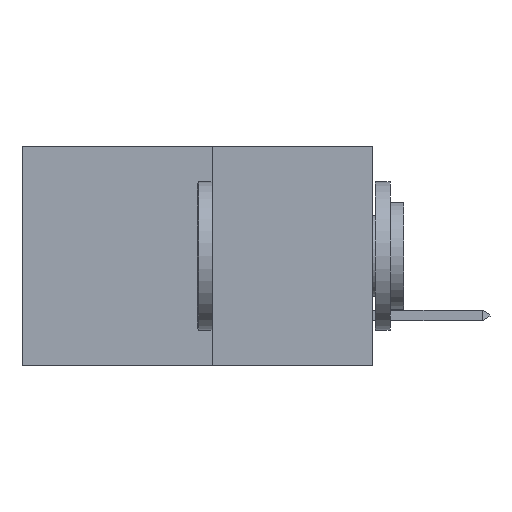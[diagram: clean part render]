
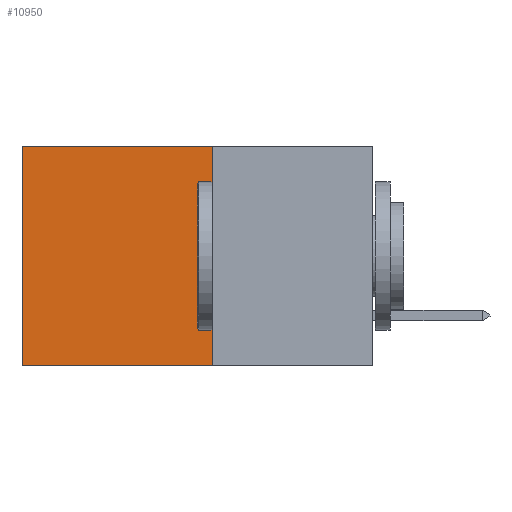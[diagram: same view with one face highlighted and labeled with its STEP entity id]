
A CAD part, left-side view. The second image highlights one B-rep face of the part: STEP entity #10950.
In plain terms, the highlighted planar face has unit normal (-1, 0, 0).
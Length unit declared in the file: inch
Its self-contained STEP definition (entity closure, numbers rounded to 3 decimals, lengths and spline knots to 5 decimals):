
#141 = CARTESIAN_POINT ( 'NONE',  ( 0.277, 0.59, 0. ) ) ;
#357 = VECTOR ( 'NONE', #7109, 39.37008 ) ;
#569 = DIRECTION ( 'NONE',  ( 0., 0., -1. ) ) ;
#605 = CARTESIAN_POINT ( 'NONE',  ( 0.277, 0.27, -0.37 ) ) ;
#1323 = EDGE_CURVE ( 'NONE', #2436, #7431, #2747, .T. ) ;
#2436 = VERTEX_POINT ( 'NONE', #141 ) ;
#2670 = ORIENTED_EDGE ( 'NONE', *, *, #1323, .T. ) ;
#2747 = LINE ( 'NONE', #10162, #357 ) ;
#3021 = DIRECTION ( 'NONE',  ( 1., 0., 0. ) ) ;
#3439 = LINE ( 'NONE', #10324, #11643 ) ;
#4898 = VECTOR ( 'NONE', #9296, 39.37008 ) ;
#5450 = VECTOR ( 'NONE', #569, 39.37008 ) ;
#5888 = CARTESIAN_POINT ( 'NONE',  ( 0.277, 0.27, -0.37 ) ) ;
#6139 = ORIENTED_EDGE ( 'NONE', *, *, #11791, .F. ) ;
#6652 = EDGE_CURVE ( 'NONE', #11201, #9890, #7904, .T. ) ;
#6726 = ORIENTED_EDGE ( 'NONE', *, *, #8733, .T. ) ;
#7109 = DIRECTION ( 'NONE',  ( 0., 0., -1. ) ) ;
#7142 = CARTESIAN_POINT ( 'NONE',  ( 0.277, 0.27, 0. ) ) ;
#7431 = VERTEX_POINT ( 'NONE', #9740 ) ;
#7904 = LINE ( 'NONE', #605, #5450 ) ;
#8576 = ORIENTED_EDGE ( 'NONE', *, *, #6652, .F. ) ;
#8733 = EDGE_CURVE ( 'NONE', #11201, #2436, #3439, .T. ) ;
#9296 = DIRECTION ( 'NONE',  ( 0., 1., 0. ) ) ;
#9565 = DIRECTION ( 'NONE',  ( 0., 0., -1. ) ) ;
#9740 = CARTESIAN_POINT ( 'NONE',  ( 0.277, 0.59, -0.37 ) ) ;
#9890 = VERTEX_POINT ( 'NONE', #11903 ) ;
#9940 = FACE_OUTER_BOUND ( 'NONE', #10474, .T. ) ;
#10162 = CARTESIAN_POINT ( 'NONE',  ( 0.277, 0.59, -0.37 ) ) ;
#10324 = CARTESIAN_POINT ( 'NONE',  ( 0.277, 0.27, 0. ) ) ;
#10474 = EDGE_LOOP ( 'NONE', ( #2670, #6139, #8576, #6726 ) ) ;
#10950 = ADVANCED_FACE ( 'NONE', ( #9940 ), #11334, .F. ) ;
#11112 = CARTESIAN_POINT ( 'NONE',  ( 0.277, 0.27, -0.37 ) ) ;
#11195 = AXIS2_PLACEMENT_3D ( 'NONE', #5888, #3021, #9565 ) ;
#11201 = VERTEX_POINT ( 'NONE', #7142 ) ;
#11214 = DIRECTION ( 'NONE',  ( 0., 1., 0. ) ) ;
#11334 = PLANE ( 'NONE',  #11195 ) ;
#11643 = VECTOR ( 'NONE', #11214, 39.37008 ) ;
#11791 = EDGE_CURVE ( 'NONE', #9890, #7431, #12118, .T. ) ;
#11903 = CARTESIAN_POINT ( 'NONE',  ( 0.277, 0.27, -0.37 ) ) ;
#12118 = LINE ( 'NONE', #11112, #4898 ) ;
